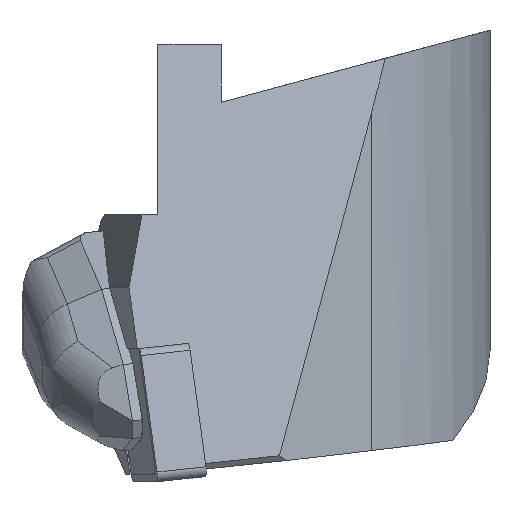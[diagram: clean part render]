
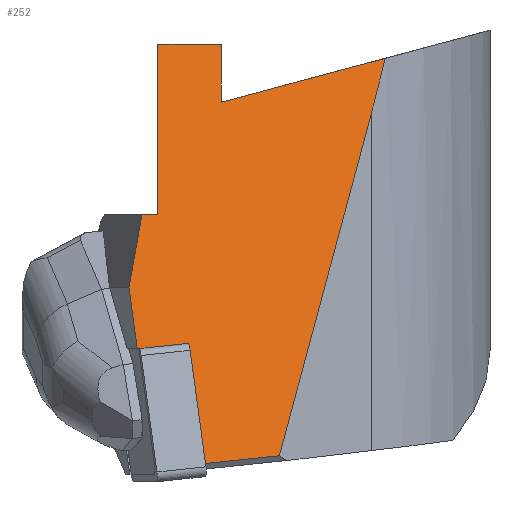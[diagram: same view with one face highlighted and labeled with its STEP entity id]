
A CAD part, left-side view. The second image highlights one B-rep face of the part: STEP entity #252.
In plain terms, the highlighted planar face has unit normal (-0.97, -0.17, 0.173).
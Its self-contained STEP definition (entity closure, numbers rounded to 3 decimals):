
#130=ELLIPSE('',#1512,182.364,31.5);
#252=ADVANCED_FACE('',(#366),#304,.F.);
#304=PLANE('',#1513);
#366=FACE_OUTER_BOUND('',#439,.T.);
#439=EDGE_LOOP('',(#731,#732,#733,#734,#735,#736,#737,#738,#739,#740,#741,
#742));
#731=ORIENTED_EDGE('',*,*,#1087,.F.);
#732=ORIENTED_EDGE('',*,*,#1091,.T.);
#733=ORIENTED_EDGE('',*,*,#1112,.F.);
#734=ORIENTED_EDGE('',*,*,#1113,.T.);
#735=ORIENTED_EDGE('',*,*,#1114,.F.);
#736=ORIENTED_EDGE('',*,*,#1115,.F.);
#737=ORIENTED_EDGE('',*,*,#1116,.F.);
#738=ORIENTED_EDGE('',*,*,#1117,.F.);
#739=ORIENTED_EDGE('',*,*,#1118,.F.);
#740=ORIENTED_EDGE('',*,*,#1119,.F.);
#741=ORIENTED_EDGE('',*,*,#1102,.T.);
#742=ORIENTED_EDGE('',*,*,#1093,.F.);
#921=VERTEX_POINT('',#2235);
#922=VERTEX_POINT('',#2237);
#924=VERTEX_POINT('',#2243);
#925=VERTEX_POINT('',#2247);
#932=VERTEX_POINT('',#2267);
#939=VERTEX_POINT('',#2287);
#940=VERTEX_POINT('',#2289);
#941=VERTEX_POINT('',#2291);
#942=VERTEX_POINT('',#2293);
#943=VERTEX_POINT('',#2295);
#944=VERTEX_POINT('',#2297);
#945=VERTEX_POINT('',#2299);
#1087=EDGE_CURVE('',#921,#922,#1241,.T.);
#1091=EDGE_CURVE('',#921,#924,#1245,.T.);
#1093=EDGE_CURVE('',#922,#925,#1247,.T.);
#1102=EDGE_CURVE('',#932,#925,#1253,.T.);
#1112=EDGE_CURVE('',#939,#924,#1260,.T.);
#1113=EDGE_CURVE('',#939,#940,#1261,.T.);
#1114=EDGE_CURVE('',#941,#940,#130,.T.);
#1115=EDGE_CURVE('',#942,#941,#1262,.T.);
#1116=EDGE_CURVE('',#943,#942,#1263,.T.);
#1117=EDGE_CURVE('',#944,#943,#1264,.T.);
#1118=EDGE_CURVE('',#945,#944,#1265,.T.);
#1119=EDGE_CURVE('',#932,#945,#1266,.T.);
#1241=LINE('',#2236,#1378);
#1245=LINE('',#2244,#1382);
#1247=LINE('',#2248,#1384);
#1253=LINE('',#2266,#1390);
#1260=LINE('',#2286,#1397);
#1261=LINE('',#2288,#1398);
#1262=LINE('',#2292,#1399);
#1263=LINE('',#2294,#1400);
#1264=LINE('',#2296,#1401);
#1265=LINE('',#2298,#1402);
#1266=LINE('',#2300,#1403);
#1378=VECTOR('',#1767,1.);
#1382=VECTOR('',#1773,1.);
#1384=VECTOR('',#1777,1.);
#1390=VECTOR('',#1795,1.);
#1397=VECTOR('',#1814,1.);
#1398=VECTOR('',#1815,1.);
#1399=VECTOR('',#1818,1.);
#1400=VECTOR('',#1819,1.);
#1401=VECTOR('',#1820,1.);
#1402=VECTOR('',#1821,1.);
#1403=VECTOR('',#1822,1.);
#1512=AXIS2_PLACEMENT_3D('',#2290,#1816,#1817);
#1513=AXIS2_PLACEMENT_3D('',#2301,#1823,#1824);
#1767=DIRECTION('',(-0.19,0.976,-0.103));
#1773=DIRECTION('',(-0.151,-0.132,-0.98));
#1777=DIRECTION('',(0.151,0.132,0.98));
#1795=DIRECTION('',(-0.202,0.172,-0.964));
#1814=DIRECTION('',(-0.19,0.976,-0.103));
#1815=DIRECTION('',(0.213,-0.253,0.944));
#1816=DIRECTION('',(0.97,0.17,-0.173));
#1817=DIRECTION('',(0.17,0.03,0.985));
#1818=DIRECTION('',(0.211,-0.944,0.253));
#1819=DIRECTION('',(-0.175,0.,-0.985));
#1820=DIRECTION('',(0.173,-0.985,0.));
#1821=DIRECTION('',(0.175,0.,0.985));
#1822=DIRECTION('',(0.173,-0.985,0.));
#1823=DIRECTION('',(0.97,0.17,-0.173));
#1824=DIRECTION('',(-0.175,0.,-0.985));
#2235=CARTESIAN_POINT('',(-38.983,1.816,-23.367));
#2236=CARTESIAN_POINT('',(-36.875,-9.032,-22.227));
#2237=CARTESIAN_POINT('',(-39.012,1.963,-23.382));
#2243=CARTESIAN_POINT('',(-40.743,0.276,-34.77));
#2244=CARTESIAN_POINT('',(-39.836,1.07,-28.893));
#2247=CARTESIAN_POINT('',(-38.116,2.748,-17.573));
#2248=CARTESIAN_POINT('',(-39.334,1.681,-25.471));
#2266=CARTESIAN_POINT('',(-38.743,3.281,-20.572));
#2267=CARTESIAN_POINT('',(-36.658,1.509,-10.61));
#2286=CARTESIAN_POINT('',(-38.635,-10.573,-33.63));
#2287=CARTESIAN_POINT('',(-38.449,-11.525,-33.53));
#2288=CARTESIAN_POINT('',(-42.718,-6.438,-52.487));
#2289=CARTESIAN_POINT('',(-31.13,-20.248,-1.03));
#2290=CARTESIAN_POINT('',(-7.,0.,154.471));
#2291=CARTESIAN_POINT('',(-29.977,-21.548,4.166));
#2292=CARTESIAN_POINT('',(-30.968,-17.113,2.978));
#2293=CARTESIAN_POINT('',(-33.45,-6.,0.));
#2294=CARTESIAN_POINT('',(-35.495,-6.,-11.485));
#2295=CARTESIAN_POINT('',(-32.472,-6.,5.49));
#2296=CARTESIAN_POINT('',(-34.494,5.507,5.49));
#2297=CARTESIAN_POINT('',(-33.526,0.,5.49));
#2298=CARTESIAN_POINT('',(-36.516,0.,-11.303));
#2299=CARTESIAN_POINT('',(-36.393,0.,-10.61));
#2300=CARTESIAN_POINT('',(-38.297,10.839,-10.61));
#2301=CARTESIAN_POINT('',(-37.728,-9.778,-27.752));
